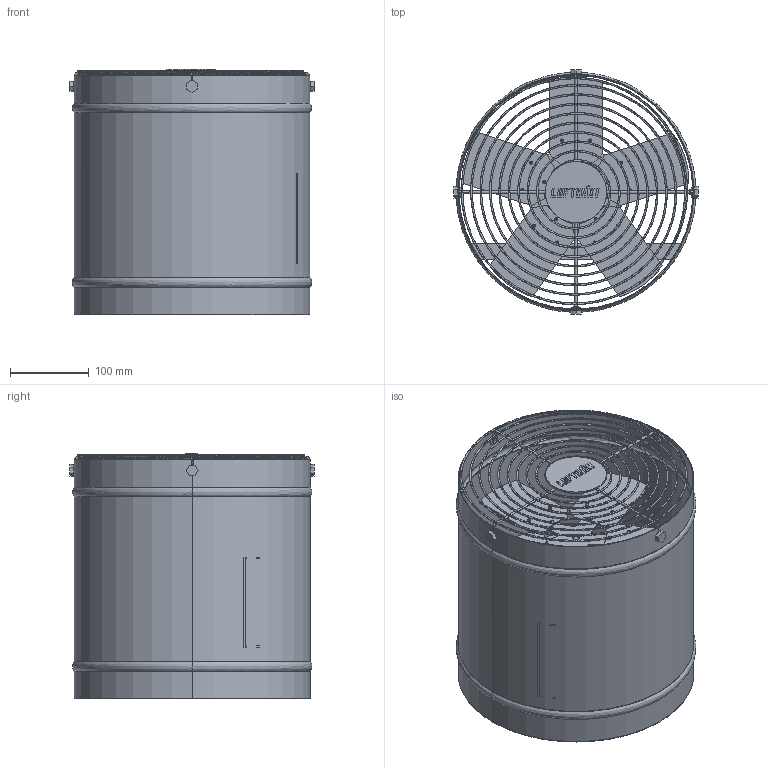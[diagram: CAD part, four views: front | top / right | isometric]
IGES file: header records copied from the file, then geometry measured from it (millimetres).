
Start section: SolidWorks IGES file using analytic representation for surfaces
Global section: file name: LC-300.SLDPRT.IGS; native system: SolidWorks 2018; preprocessor: SolidWorks 2018; author: vendas04; date: 230508.085531; units: millimetre
Bounding box: 311 x 311 x 312 mm (x, y, z)
Surface area: 869377.7 mm2 (no closed solid volume)
Topology: 0 solids, 0 shells, 493 faces, 8765 edges, 8758 vertices
Faces by surface type: bspline 333, revolution 160
